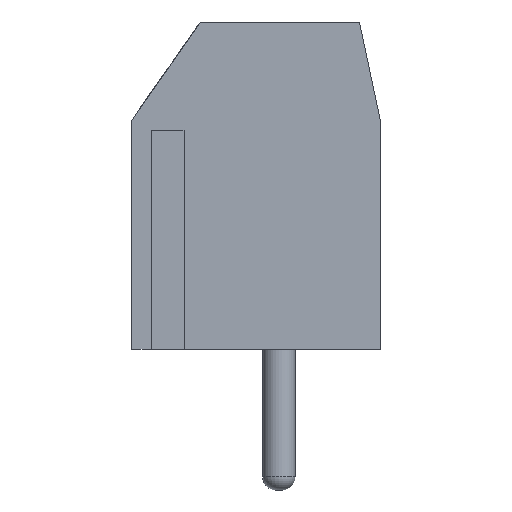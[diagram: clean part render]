
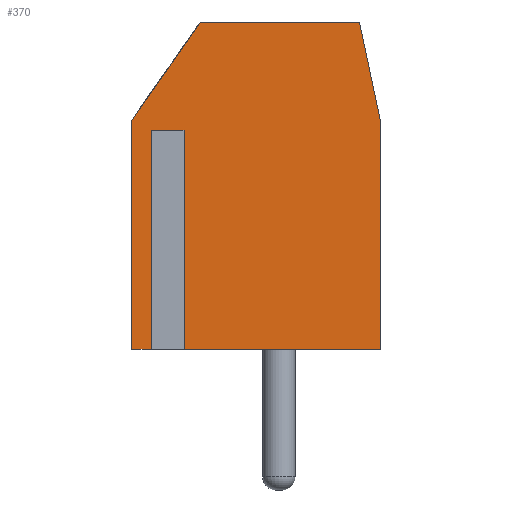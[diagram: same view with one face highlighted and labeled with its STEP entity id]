
A CAD part, left-side view. The second image highlights one B-rep face of the part: STEP entity #370.
In plain terms, the highlighted planar face has unit normal (-1, 0, 0).
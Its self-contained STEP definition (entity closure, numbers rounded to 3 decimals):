
#370=ADVANCED_FACE('',(#1441),#1443,.T.);
#1441=FACE_BOUND('',#1442,.T.);
#1442=EDGE_LOOP('',(#2331,#2332,#2333,#2334,#2335,#2336,#2337,#2338,#2339,#2340));
#1443=PLANE('',#1444);
#1444=AXIS2_PLACEMENT_3D('',#1445,#1446,#1447);
#1445=CARTESIAN_POINT('',(-2.5,0.,0.));
#1446=DIRECTION('',(-1.,0.,0.));
#1447=DIRECTION('',(0.,0.,-1.));
#2331=ORIENTED_EDGE('',*,*,#2874,.F.);
#2332=ORIENTED_EDGE('',*,*,#2875,.F.);
#2333=ORIENTED_EDGE('',*,*,#2876,.F.);
#2334=ORIENTED_EDGE('',*,*,#2877,.T.);
#2335=ORIENTED_EDGE('',*,*,#2878,.T.);
#2336=ORIENTED_EDGE('',*,*,#2879,.T.);
#2337=ORIENTED_EDGE('',*,*,#2880,.T.);
#2338=ORIENTED_EDGE('',*,*,#2849,.T.);
#2339=ORIENTED_EDGE('',*,*,#2873,.T.);
#2340=ORIENTED_EDGE('',*,*,#2881,.T.);
#2849=EDGE_CURVE('',#3126,#3124,#3127,.T.);
#2873=EDGE_CURVE('',#3124,#3170,#3172,.T.);
#2874=EDGE_CURVE('',#3173,#3174,#3175,.T.);
#2875=EDGE_CURVE('',#3176,#3173,#3177,.F.);
#2876=EDGE_CURVE('',#3178,#3176,#3179,.T.);
#2877=EDGE_CURVE('',#3178,#3180,#3181,.T.);
#2878=EDGE_CURVE('',#3180,#3182,#3183,.T.);
#2879=EDGE_CURVE('',#3182,#3184,#3185,.T.);
#2880=EDGE_CURVE('',#3184,#3126,#3186,.T.);
#2881=EDGE_CURVE('',#3170,#3174,#3187,.T.);
#3124=VERTEX_POINT('',#3584);
#3126=VERTEX_POINT('',#3588);
#3127=LINE('',#3589,#3590);
#3170=VERTEX_POINT('',#3688);
#3172=LINE('',#3692,#3693);
#3173=VERTEX_POINT('',#3695);
#3174=VERTEX_POINT('',#3696);
#3175=LINE('',#3697,#3698);
#3176=VERTEX_POINT('',#3700);
#3177=LINE('',#3701,#3702);
#3178=VERTEX_POINT('',#3704);
#3179=LINE('',#3705,#3706);
#3180=VERTEX_POINT('',#3708);
#3181=LINE('',#3709,#3710);
#3182=VERTEX_POINT('',#3712);
#3183=LINE('',#3713,#3714);
#3184=VERTEX_POINT('',#3716);
#3185=LINE('',#3717,#3718);
#3186=LINE('',#3720,#3721);
#3187=LINE('',#3723,#3724);
#3584=CARTESIAN_POINT('',(-2.5,4.5,7.));
#3588=CARTESIAN_POINT('',(-2.5,2.399,10.));
#3589=CARTESIAN_POINT('',(-2.5,2.399,10.));
#3590=VECTOR('',#3591,1.);
#3591=DIRECTION('',(0.,0.574,-0.819));
#3688=CARTESIAN_POINT('',(-2.5,4.5,0.));
#3692=CARTESIAN_POINT('',(-2.5,4.5,7.));
#3693=VECTOR('',#3694,1.);
#3694=DIRECTION('',(0.,0.,-1.));
#3695=CARTESIAN_POINT('',(-2.5,3.739,6.7));
#3696=CARTESIAN_POINT('',(-2.5,3.739,0.));
#3697=CARTESIAN_POINT('',(-2.5,3.739,6.7));
#3698=VECTOR('',#3699,1.);
#3699=DIRECTION('',(0.,0.,-1.));
#3700=CARTESIAN_POINT('',(-2.5,3.061,6.7));
#3701=CARTESIAN_POINT('',(-2.5,3.739,6.7));
#3702=VECTOR('',#3703,1.);
#3703=DIRECTION('',(0.,-1.,0.));
#3704=CARTESIAN_POINT('',(-2.5,3.061,0.));
#3705=CARTESIAN_POINT('',(-2.5,3.061,0.));
#3706=VECTOR('',#3707,1.);
#3707=DIRECTION('',(0.,0.,1.));
#3708=CARTESIAN_POINT('',(-2.5,-3.1,0.));
#3709=CARTESIAN_POINT('',(-2.5,3.061,0.));
#3710=VECTOR('',#3711,1.);
#3711=DIRECTION('',(0.,-1.,0.));
#3712=CARTESIAN_POINT('',(-2.5,-3.1,7.));
#3713=CARTESIAN_POINT('',(-2.5,-3.1,0.));
#3714=VECTOR('',#3715,1.);
#3715=DIRECTION('',(0.,0.,1.));
#3716=CARTESIAN_POINT('',(-2.5,-2.462,10.));
#3717=CARTESIAN_POINT('',(-2.5,-3.1,7.));
#3718=VECTOR('',#3719,1.);
#3719=DIRECTION('',(0.,0.208,0.978));
#3720=CARTESIAN_POINT('',(-2.5,-2.462,10.));
#3721=VECTOR('',#3722,1.);
#3722=DIRECTION('',(0.,1.,0.));
#3723=CARTESIAN_POINT('',(-2.5,4.5,0.));
#3724=VECTOR('',#3725,1.);
#3725=DIRECTION('',(0.,-1.,0.));
